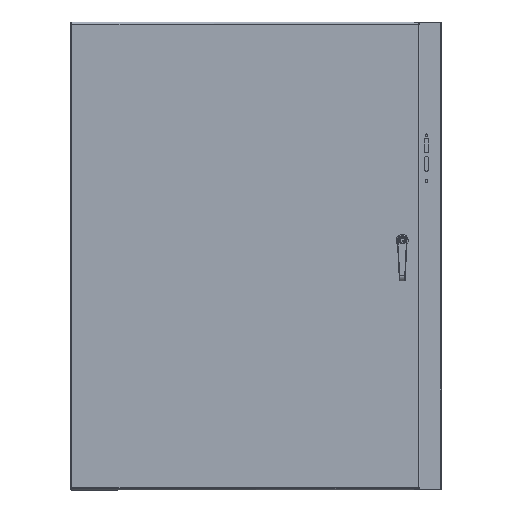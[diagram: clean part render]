
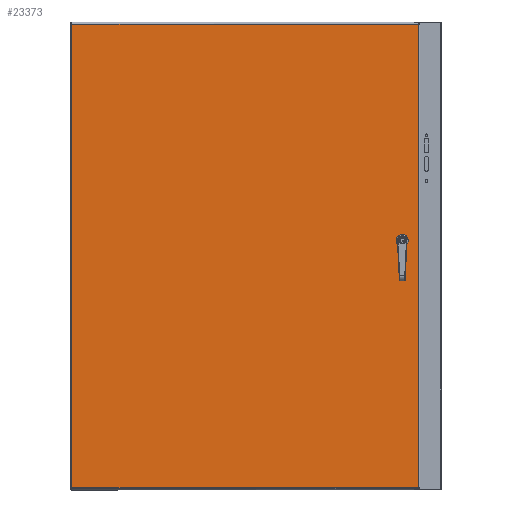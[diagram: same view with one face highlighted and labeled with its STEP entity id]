
A CAD part, top view. The second image highlights one B-rep face of the part: STEP entity #23373.
In plain terms, the highlighted face is planar.
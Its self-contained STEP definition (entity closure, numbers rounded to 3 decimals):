
#915=LINE('',#34667,#2732);
#919=LINE('',#34679,#2736);
#923=LINE('',#34691,#2740);
#927=LINE('',#34701,#2744);
#928=LINE('',#34712,#2745);
#934=LINE('',#34794,#2751);
#949=LINE('',#34894,#2766);
#964=LINE('',#34993,#2781);
#2732=VECTOR('',#27609,0.425);
#2736=VECTOR('',#27621,0.425);
#2740=VECTOR('',#27633,0.425);
#2744=VECTOR('',#27645,0.425);
#2745=VECTOR('',#27648,47.54);
#2751=VECTOR('',#27660,35.602);
#2766=VECTOR('',#27689,47.54);
#2781=VECTOR('',#27718,35.602);
#5119=PLANE('',#24907);
#6269=FACE_BOUND('',#8200,.T.);
#6712=FACE_OUTER_BOUND('',#8199,.T.);
#8199=EDGE_LOOP('',(#16866,#16867,#16868,#16869));
#8200=EDGE_LOOP('',(#16870,#16871,#16872,#16873,#16874,#16875,#16876,#16877));
#9980=CIRCLE('',#24869,0.453);
#9982=CIRCLE('',#24873,0.453);
#9984=CIRCLE('',#24877,0.453);
#9986=CIRCLE('',#24881,0.453);
#11126=VERTEX_POINT('',#34658);
#11127=VERTEX_POINT('',#34660);
#11129=VERTEX_POINT('',#34666);
#11131=VERTEX_POINT('',#34672);
#11133=VERTEX_POINT('',#34678);
#11135=VERTEX_POINT('',#34684);
#11137=VERTEX_POINT('',#34690);
#11139=VERTEX_POINT('',#34696);
#11140=VERTEX_POINT('',#34703);
#11141=VERTEX_POINT('',#34711);
#11146=VERTEX_POINT('',#34786);
#11156=VERTEX_POINT('',#34886);
#13324=EDGE_CURVE('',#11127,#11126,#9980,.T.);
#13327=EDGE_CURVE('',#11129,#11127,#915,.T.);
#13330=EDGE_CURVE('',#11131,#11129,#9982,.T.);
#13333=EDGE_CURVE('',#11133,#11131,#919,.T.);
#13336=EDGE_CURVE('',#11135,#11133,#9984,.T.);
#13339=EDGE_CURVE('',#11137,#11135,#923,.T.);
#13342=EDGE_CURVE('',#11139,#11137,#9986,.T.);
#13345=EDGE_CURVE('',#11126,#11139,#927,.T.);
#13347=EDGE_CURVE('',#11141,#11140,#928,.T.);
#13357=EDGE_CURVE('',#11140,#11146,#934,.T.);
#13376=EDGE_CURVE('',#11146,#11156,#949,.T.);
#13395=EDGE_CURVE('',#11156,#11141,#964,.T.);
#16866=ORIENTED_EDGE('',*,*,#13347,.T.);
#16867=ORIENTED_EDGE('',*,*,#13357,.T.);
#16868=ORIENTED_EDGE('',*,*,#13376,.T.);
#16869=ORIENTED_EDGE('',*,*,#13395,.T.);
#16870=ORIENTED_EDGE('',*,*,#13324,.T.);
#16871=ORIENTED_EDGE('',*,*,#13345,.T.);
#16872=ORIENTED_EDGE('',*,*,#13342,.T.);
#16873=ORIENTED_EDGE('',*,*,#13339,.T.);
#16874=ORIENTED_EDGE('',*,*,#13336,.T.);
#16875=ORIENTED_EDGE('',*,*,#13333,.T.);
#16876=ORIENTED_EDGE('',*,*,#13330,.T.);
#16877=ORIENTED_EDGE('',*,*,#13327,.T.);
#23373=ADVANCED_FACE('',(#6712,#6269),#5119,.F.);
#24869=AXIS2_PLACEMENT_3D('',#34661,#27603,#27604);
#24873=AXIS2_PLACEMENT_3D('',#34673,#27615,#27616);
#24877=AXIS2_PLACEMENT_3D('',#34685,#27627,#27628);
#24881=AXIS2_PLACEMENT_3D('',#34697,#27639,#27640);
#24907=AXIS2_PLACEMENT_3D('',#35079,#27743,#27744);
#27603=DIRECTION('center_axis',(0.,0.,1.));
#27604=DIRECTION('ref_axis',(-0.469,-0.883,0.));
#27609=DIRECTION('',(0.,1.,0.));
#27615=DIRECTION('center_axis',(0.,0.,1.));
#27616=DIRECTION('ref_axis',(-0.883,0.469,0.));
#27621=DIRECTION('',(1.,0.,0.));
#27627=DIRECTION('center_axis',(0.,0.,1.));
#27628=DIRECTION('ref_axis',(0.469,0.883,0.));
#27633=DIRECTION('',(0.,-1.,0.));
#27639=DIRECTION('center_axis',(0.,0.,1.));
#27640=DIRECTION('ref_axis',(0.883,-0.469,0.));
#27645=DIRECTION('',(-1.,0.,0.));
#27648=DIRECTION('',(0.,-1.,0.));
#27660=DIRECTION('',(-1.,0.,0.));
#27689=DIRECTION('',(0.,1.,0.));
#27718=DIRECTION('',(1.,0.,0.));
#27743=DIRECTION('center_axis',(0.,0.,1.));
#27744=DIRECTION('ref_axis',(1.,0.,0.));
#34658=CARTESIAN_POINT('',(2.033,25.825,0.));
#34660=CARTESIAN_POINT('',(2.22,25.638,0.));
#34661=CARTESIAN_POINT('Origin',(1.82,25.425,0.));
#34666=CARTESIAN_POINT('',(2.22,25.212,0.));
#34667=CARTESIAN_POINT('',(2.22,24.756,0.));
#34672=CARTESIAN_POINT('',(2.033,25.025,0.));
#34673=CARTESIAN_POINT('Origin',(1.82,25.425,0.));
#34678=CARTESIAN_POINT('',(1.607,25.025,0.));
#34679=CARTESIAN_POINT('',(9.969,25.025,0.));
#34684=CARTESIAN_POINT('',(1.42,25.212,0.));
#34685=CARTESIAN_POINT('Origin',(1.82,25.425,0.));
#34690=CARTESIAN_POINT('',(1.42,25.638,0.));
#34691=CARTESIAN_POINT('',(1.42,24.544,0.));
#34696=CARTESIAN_POINT('',(1.607,25.825,0.));
#34697=CARTESIAN_POINT('Origin',(1.82,25.425,0.));
#34701=CARTESIAN_POINT('',(9.757,25.825,0.));
#34703=CARTESIAN_POINT('',(35.707,0.105,0.));
#34711=CARTESIAN_POINT('',(35.707,47.645,0.));
#34712=CARTESIAN_POINT('',(35.707,35.76,0.));
#34786=CARTESIAN_POINT('',(0.105,0.105,0.));
#34794=CARTESIAN_POINT('',(26.807,0.105,0.));
#34886=CARTESIAN_POINT('',(0.105,47.645,0.));
#34894=CARTESIAN_POINT('',(0.105,11.99,0.));
#34993=CARTESIAN_POINT('',(9.006,47.645,0.));
#35079=CARTESIAN_POINT('Origin',(17.906,23.875,0.));
